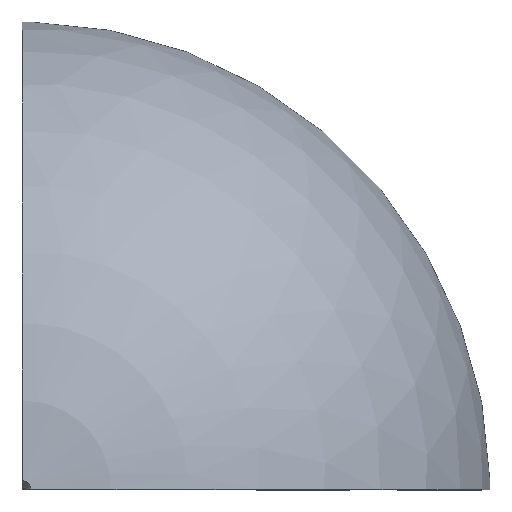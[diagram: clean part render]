
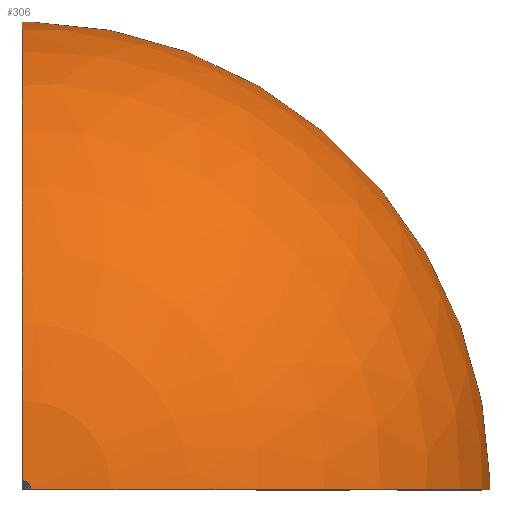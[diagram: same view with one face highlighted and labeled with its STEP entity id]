
A CAD part, top view. The second image highlights one B-rep face of the part: STEP entity #306.
In plain terms, the highlighted spherical face has radius 80 mm.
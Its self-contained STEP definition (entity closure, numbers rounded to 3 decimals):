
#73=CARTESIAN_POINT('',(79.986,0.,1.486));
#74=VERTEX_POINT('',#73);
#75=CARTESIAN_POINT('',(79.986,1.486,0.));
#76=VERTEX_POINT('',#75);
#77=CARTESIAN_POINT('',(79.986,0.,0.0));
#78=DIRECTION('',(-1.0,0.0,0.0));
#79=DIRECTION('',(0.0,0.0,1.0));
#80=AXIS2_PLACEMENT_3D('',#77,#78,#79);
#81=CIRCLE('',#80,1.486);
#82=EDGE_CURVE('',#74,#76,#81,.T.);
#107=CARTESIAN_POINT('',(1.486,0.,79.986));
#108=VERTEX_POINT('',#107);
#109=CARTESIAN_POINT('',(0.0,0.0,0.0));
#110=DIRECTION('',(0.0,-1.0,0.0));
#111=DIRECTION('',(1.0,0.0,0.0));
#112=AXIS2_PLACEMENT_3D('',#109,#110,#111);
#113=CIRCLE('',#112,80.0);
#114=EDGE_CURVE('',#74,#108,#113,.T.);
#252=CARTESIAN_POINT('',(0.,1.486,79.986));
#253=VERTEX_POINT('',#252);
#254=CARTESIAN_POINT('',(0.,0.,79.986));
#255=DIRECTION('',(0.0,0.0,-1.0));
#256=DIRECTION('',(0.0,1.0,0.0));
#257=AXIS2_PLACEMENT_3D('',#254,#255,#256);
#258=CIRCLE('',#257,1.486);
#259=EDGE_CURVE('',#253,#108,#258,.T.);
#271=CARTESIAN_POINT('',(0.0,0.0,0.0));
#272=DIRECTION('',(0.0,0.0,1.0));
#273=DIRECTION('',(1.0,0.0,0.0));
#274=AXIS2_PLACEMENT_3D('',#271,#272,#273);
#275=SPHERICAL_SURFACE('',#274,80.0);
#276=ORIENTED_EDGE('',*,*,#82,.T.);
#277=CARTESIAN_POINT('',(1.486,79.986,0.));
#278=VERTEX_POINT('',#277);
#279=CARTESIAN_POINT('',(0.0,0.0,0.0));
#280=DIRECTION('',(0.0,0.0,1.0));
#281=DIRECTION('',(1.0,0.0,0.0));
#282=AXIS2_PLACEMENT_3D('',#279,#280,#281);
#283=CIRCLE('',#282,80.0);
#284=EDGE_CURVE('',#76,#278,#283,.T.);
#285=ORIENTED_EDGE('',*,*,#284,.T.);
#286=CARTESIAN_POINT('',(0.,79.986,1.486));
#287=VERTEX_POINT('',#286);
#288=CARTESIAN_POINT('',(0.,79.986,0.));
#289=DIRECTION('',(0.0,-1.0,0.0));
#290=DIRECTION('',(0.0,0.0,1.0));
#291=AXIS2_PLACEMENT_3D('',#288,#289,#290);
#292=CIRCLE('',#291,1.486);
#293=EDGE_CURVE('',#278,#287,#292,.T.);
#294=ORIENTED_EDGE('',*,*,#293,.T.);
#295=CARTESIAN_POINT('',(0.,0.0,0.0));
#296=DIRECTION('',(1.0,0.0,0.0));
#297=DIRECTION('',(0.0,0.0,1.0));
#298=AXIS2_PLACEMENT_3D('',#295,#296,#297);
#299=CIRCLE('',#298,80.0);
#300=EDGE_CURVE('',#287,#253,#299,.T.);
#301=ORIENTED_EDGE('',*,*,#300,.T.);
#302=ORIENTED_EDGE('',*,*,#259,.T.);
#303=ORIENTED_EDGE('',*,*,#114,.F.);
#304=EDGE_LOOP('',(#276,#285,#294,#301,#302,#303));
#305=FACE_OUTER_BOUND('',#304,.T.);
#306=ADVANCED_FACE('',(#305),#275,.T.);
